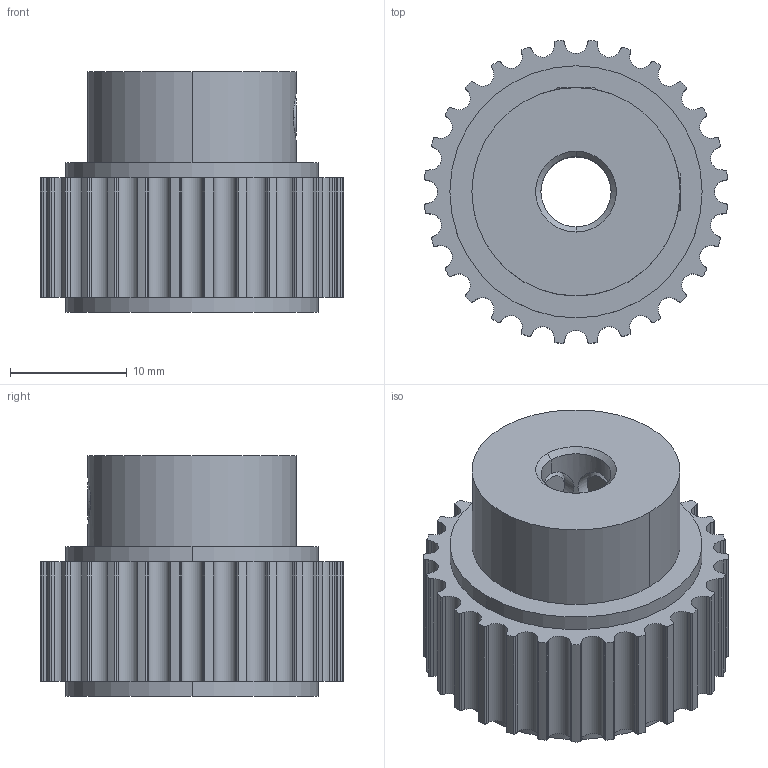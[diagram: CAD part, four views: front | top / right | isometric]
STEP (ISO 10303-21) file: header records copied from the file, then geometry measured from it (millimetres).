
FILE_DESCRIPTION((''),'2;1');
FILE_NAME('26','2018-03-04T',('SYSTEM'),(''),'PRO/ENGINEER BY PARAMETRIC TECHNOLOGY CORPORATION, 2016360','PRO/ENGINEER BY PARAMETRIC TECHNOLOGY CORPORATION, 2016360','');
FILE_SCHEMA(('AUTOMOTIVE_DESIGN { 1 0 10303 214 1 1 1 1 }'));
Length unit declared in the file: millimetre
Products named in the file (1): 26
Bounding box: 25.91 x 25.91 x 20.6 mm (x, y, z)
Volume: 7164.2 mm3; surface area: 3130.2 mm2
Topology: 1 solids, 1 shells, 219 faces, 626 edges, 416 vertices
Faces by surface type: cylinder 184, plane 23, cone 12
Entity records: 7886 total; most frequent: CARTESIAN_POINT 1675, DIRECTION 1438, ORIENTED_EDGE 1252, EDGE_CURVE 626, AXIS2_PLACEMENT_3D 601, VERTEX_POINT 416, CIRCLE 382, VECTOR 236
